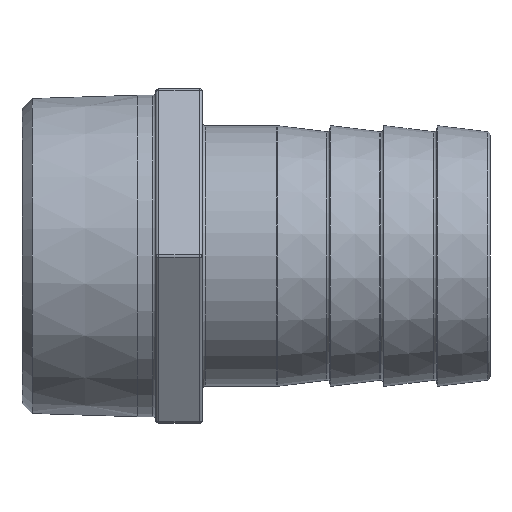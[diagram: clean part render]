
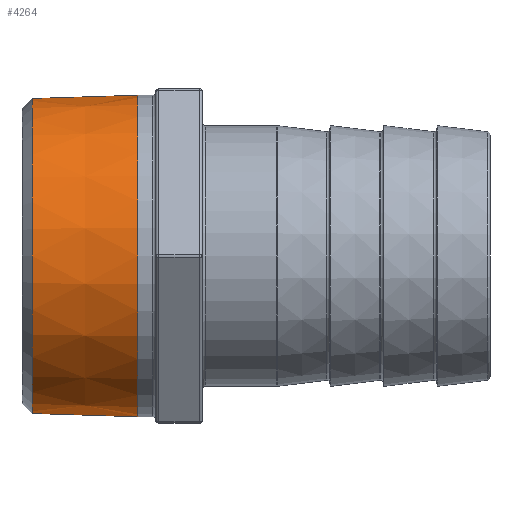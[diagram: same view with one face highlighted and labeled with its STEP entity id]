
A CAD part, front view. The second image highlights one B-rep face of the part: STEP entity #4264.
In plain terms, the highlighted conical face has half-angle 1.79 degrees and reference radius 24.044 mm.
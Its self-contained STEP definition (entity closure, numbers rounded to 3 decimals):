
#75 = VERTEX_POINT ( 'NONE', #8793 ) ;
#146 = AXIS2_PLACEMENT_3D ( 'NONE', #4957, #16028, #8656 ) ;
#303 = CIRCLE ( 'NONE', #15228, 23.551 ) ;
#884 = AXIS2_PLACEMENT_3D ( 'NONE', #7570, #12769, #7937 ) ;
#1231 = EDGE_CURVE ( 'NONE', #5553, #14971, #14498, .T. ) ;
#1620 = CONICAL_SURFACE ( 'NONE', #884, 24.044, 0.031 ) ;
#1817 = LINE ( 'NONE', #8692, #14811 ) ;
#2822 = ORIENTED_EDGE ( 'NONE', *, *, #3835, .T. ) ;
#3835 = EDGE_CURVE ( 'NONE', #75, #5553, #1817, .T. ) ;
#4264 = ADVANCED_FACE ( 'NONE', ( #15939 ), #1620, .T. ) ;
#4524 = ORIENTED_EDGE ( 'NONE', *, *, #6039, .F. ) ;
#4957 = CARTESIAN_POINT ( 'NONE',  ( 0., 0., 0. ) ) ;
#5091 = CARTESIAN_POINT ( 'NONE',  ( -15.792, 0., 0. ) ) ;
#5115 = CARTESIAN_POINT ( 'NONE',  ( 0., 0., -24.044 ) ) ;
#5553 = VERTEX_POINT ( 'NONE', #5115 ) ;
#6039 = EDGE_CURVE ( 'NONE', #75, #12727, #303, .T. ) ;
#6769 = VECTOR ( 'NONE', #10436, 1000. ) ;
#6934 = ORIENTED_EDGE ( 'NONE', *, *, #8658, .F. ) ;
#7065 = EDGE_LOOP ( 'NONE', ( #6934, #4524, #2822, #10914 ) ) ;
#7570 = CARTESIAN_POINT ( 'NONE',  ( 0., 0., 0. ) ) ;
#7694 = DIRECTION ( 'NONE',  ( 0., 0., 1. ) ) ;
#7929 = LINE ( 'NONE', #12646, #6769 ) ;
#7937 = DIRECTION ( 'NONE',  ( 0., 0., -1. ) ) ;
#8656 = DIRECTION ( 'NONE',  ( 0., 0., 1. ) ) ;
#8658 = EDGE_CURVE ( 'NONE', #12727, #14971, #7929, .T. ) ;
#8692 = CARTESIAN_POINT ( 'NONE',  ( 0., 0., -24.044 ) ) ;
#8793 = CARTESIAN_POINT ( 'NONE',  ( -15.792, 0., -23.551 ) ) ;
#9674 = CARTESIAN_POINT ( 'NONE',  ( -15.792, 0., 23.551 ) ) ;
#10436 = DIRECTION ( 'NONE',  ( 1., 0., 0.031 ) ) ;
#10914 = ORIENTED_EDGE ( 'NONE', *, *, #1231, .T. ) ;
#12646 = CARTESIAN_POINT ( 'NONE',  ( 0., 0., 24.044 ) ) ;
#12727 = VERTEX_POINT ( 'NONE', #9674 ) ;
#12769 = DIRECTION ( 'NONE',  ( 1., 0., 0. ) ) ;
#13751 = DIRECTION ( 'NONE',  ( -1., 0., 0. ) ) ;
#14498 = CIRCLE ( 'NONE', #146, 24.044 ) ;
#14740 = DIRECTION ( 'NONE',  ( 1., 0., -0.031 ) ) ;
#14811 = VECTOR ( 'NONE', #14740, 1000. ) ;
#14930 = CARTESIAN_POINT ( 'NONE',  ( 0., 0., 24.044 ) ) ;
#14971 = VERTEX_POINT ( 'NONE', #14930 ) ;
#15228 = AXIS2_PLACEMENT_3D ( 'NONE', #5091, #13751, #7694 ) ;
#15939 = FACE_OUTER_BOUND ( 'NONE', #7065, .T. ) ;
#16028 = DIRECTION ( 'NONE',  ( -1., 0., 0. ) ) ;
